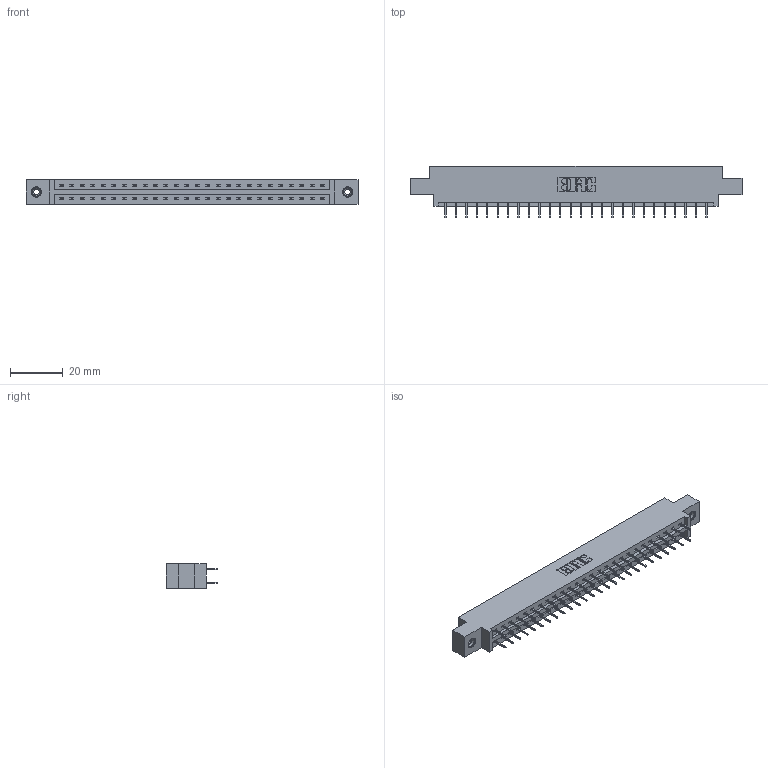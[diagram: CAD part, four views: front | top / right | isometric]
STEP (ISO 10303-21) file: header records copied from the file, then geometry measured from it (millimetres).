
FILE_DESCRIPTION (( 'STEP AP203' ), '1' );
FILE_NAME ('337-052-524-808.STEP', '2018-08-09T22:38:23', ( '' ), ( '' ), 'SwSTEP 2.0', 'SolidWorks 2016', '' );
FILE_SCHEMA (( 'CONFIG_CONTROL_DESIGN' ));
Length unit declared in the file: inch
Products named in the file (4): 337 Part_0.170 Offset - 0.156 Dia-TI; 345-292-001_345-293-124; 345-250-001_345-250-003-102; 337-052-524-808
Assembly tree (55 placements, depth 2):
  337-052-524-808
    337 Part_0.170 Offset - 0.156 Dia-TI
    345-292-001_345-293-124  x52
    345-250-001_345-250-003-102  x2
Bounding box: 126.03 x 19.69 x 9.4 mm (x, y, z)
Volume: 12866.9 mm3; surface area: 14278.6 mm2
Topology: 55 solids, 55 shells, 3194 faces, 9039 edges, 5810 vertices
Faces by surface type: plane 2394, cylinder 784, cone 12, torus 4
Entity records: 23620 total; most frequent: CARTESIAN_POINT 3973, ORIENTED_EDGE 3902, DIRECTION 3441, EDGE_CURVE 1951, VECTOR 1807, LINE 1807, VERTEX_POINT 1292, AXIS2_PLACEMENT_3D 817
